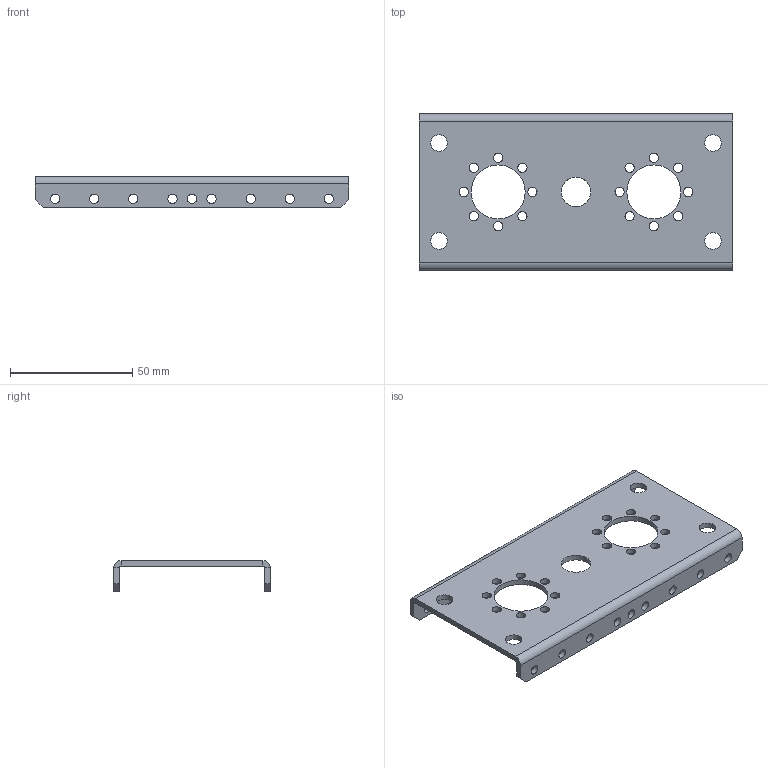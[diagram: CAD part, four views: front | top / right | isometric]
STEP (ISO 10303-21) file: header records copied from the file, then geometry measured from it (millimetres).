
FILE_DESCRIPTION (( 'STEP AP214' ), '1' );
FILE_NAME ('am-3476 PicoBox Orbital GEO Plate.STEP', '2020-05-06T22:05:09', ( '' ), ( '' ), 'SwSTEP 2.0', 'SolidWorks 2019', '' );
FILE_SCHEMA (( 'AUTOMOTIVE_DESIGN' ));
Length unit declared in the file: inch
Products named in the file (1): am-3476 PicoBox Orbital GEO Plate
Bounding box: 128 x 64 x 12.7 mm (x, y, z)
Volume: 21076.8 mm3; surface area: 20916.6 mm2
Topology: 1 solids, 1 shells, 67 faces, 205 edges, 140 vertices
Faces by surface type: cylinder 45, plane 22
Full cylindrical faces by diameter (mm): 3.81 x34, 6.756 x4, 12 x1, 22.1 x2
Entity records: 2114 total; most frequent: DIRECTION 364, CARTESIAN_POINT 320, ORIENTED_EDGE 276, EDGE_LOOP 190, AXIS2_PLACEMENT_3D 158, EDGE_CURVE 138, VERTEX_POINT 114, FACE_OUTER_BOUND 108
